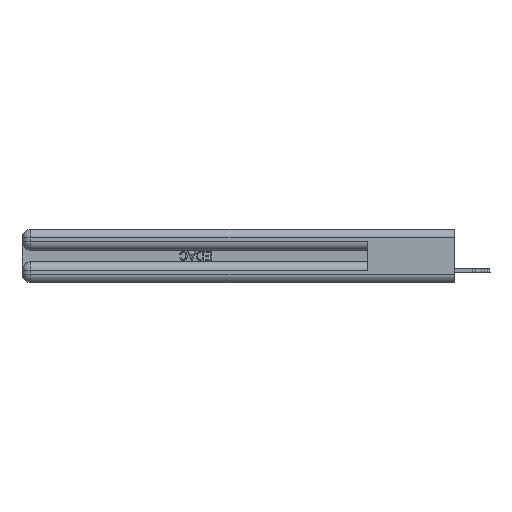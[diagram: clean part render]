
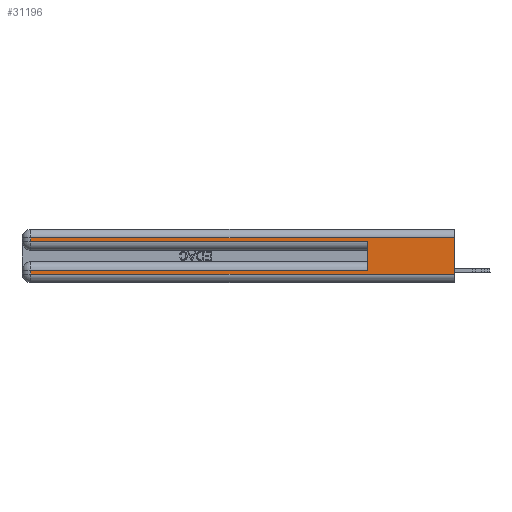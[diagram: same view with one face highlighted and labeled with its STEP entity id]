
A CAD part, left-side view. The second image highlights one B-rep face of the part: STEP entity #31196.
In plain terms, the highlighted planar face has unit normal (-1, 0, 0).
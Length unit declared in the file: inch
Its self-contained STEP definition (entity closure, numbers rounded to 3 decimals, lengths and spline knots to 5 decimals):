
#85 = DIRECTION ( 'NONE',  ( 0., 0., 1. ) ) ;
#808 = LINE ( 'NONE', #32804, #24610 ) ;
#1494 = VERTEX_POINT ( 'NONE', #40890 ) ;
#2342 = LINE ( 'NONE', #11298, #36033 ) ;
#3024 = LINE ( 'NONE', #34165, #3510 ) ;
#3510 = VECTOR ( 'NONE', #24343, 39.37008 ) ;
#3651 = LINE ( 'NONE', #10849, #11387 ) ;
#3693 = VECTOR ( 'NONE', #5241, 39.37008 ) ;
#4726 = LINE ( 'NONE', #38554, #3693 ) ;
#4778 = CARTESIAN_POINT ( 'NONE',  ( 0., 0., 0.31 ) ) ;
#5241 = DIRECTION ( 'NONE',  ( 0., 0., -1. ) ) ;
#5544 = EDGE_CURVE ( 'NONE', #38313, #21359, #3024, .T. ) ;
#5999 = PLANE ( 'NONE',  #19400 ) ;
#6514 = DIRECTION ( 'NONE',  ( 0., -1., 0. ) ) ;
#6647 = ORIENTED_EDGE ( 'NONE', *, *, #28988, .T. ) ;
#7140 = VERTEX_POINT ( 'NONE', #22851 ) ;
#8143 = VERTEX_POINT ( 'NONE', #36741 ) ;
#8304 = EDGE_CURVE ( 'NONE', #27538, #29425, #808, .T. ) ;
#8328 = EDGE_CURVE ( 'NONE', #1494, #18019, #41742, .T. ) ;
#8591 = CARTESIAN_POINT ( 'NONE',  ( 0., 2.94, 0.06 ) ) ;
#9531 = DIRECTION ( 'NONE',  ( 0., 0., -1. ) ) ;
#10849 = CARTESIAN_POINT ( 'NONE',  ( 0., 0., 0.06 ) ) ;
#11298 = CARTESIAN_POINT ( 'NONE',  ( 0., 0., 0.085 ) ) ;
#11387 = VECTOR ( 'NONE', #6514, 39.37008 ) ;
#11870 = LINE ( 'NONE', #36169, #36230 ) ;
#12516 = CARTESIAN_POINT ( 'NONE',  ( 0., 0.6, 0.285 ) ) ;
#12884 = DIRECTION ( 'NONE',  ( 0., -1., 0. ) ) ;
#12898 = ORIENTED_EDGE ( 'NONE', *, *, #5544, .T. ) ;
#16041 = CARTESIAN_POINT ( 'NONE',  ( 0., 0.6, 0.145 ) ) ;
#16056 = DIRECTION ( 'NONE',  ( 0., 0., -1. ) ) ;
#18019 = VERTEX_POINT ( 'NONE', #12516 ) ;
#18252 = ORIENTED_EDGE ( 'NONE', *, *, #28578, .T. ) ;
#18994 = LINE ( 'NONE', #36426, #35035 ) ;
#19177 = ORIENTED_EDGE ( 'NONE', *, *, #8304, .T. ) ;
#19338 = ORIENTED_EDGE ( 'NONE', *, *, #39291, .F. ) ;
#19400 = AXIS2_PLACEMENT_3D ( 'NONE', #26153, #32489, #36252 ) ;
#20060 = EDGE_LOOP ( 'NONE', ( #19338, #12898, #39528, #6647, #33083, #25567, #19177, #18252 ) ) ;
#21359 = VERTEX_POINT ( 'NONE', #24581 ) ;
#22102 = FACE_OUTER_BOUND ( 'NONE', #20060, .T. ) ;
#22851 = CARTESIAN_POINT ( 'NONE',  ( 0., 2.94, 0.285 ) ) ;
#24343 = DIRECTION ( 'NONE',  ( 0., 1., 0. ) ) ;
#24581 = CARTESIAN_POINT ( 'NONE',  ( 0., 2.94, 0.31 ) ) ;
#24610 = VECTOR ( 'NONE', #9531, 39.37008 ) ;
#24781 = DIRECTION ( 'NONE',  ( 0., 1., 0. ) ) ;
#25567 = ORIENTED_EDGE ( 'NONE', *, *, #31494, .T. ) ;
#26153 = CARTESIAN_POINT ( 'NONE',  ( 0., 0., 0.37 ) ) ;
#27538 = VERTEX_POINT ( 'NONE', #40924 ) ;
#28202 = EDGE_CURVE ( 'NONE', #21359, #7140, #4726, .T. ) ;
#28578 = EDGE_CURVE ( 'NONE', #29425, #8143, #3651, .T. ) ;
#28988 = EDGE_CURVE ( 'NONE', #7140, #18019, #11870, .T. ) ;
#29425 = VERTEX_POINT ( 'NONE', #8591 ) ;
#29790 = VECTOR ( 'NONE', #85, 39.37008 ) ;
#31196 = ADVANCED_FACE ( 'NONE', ( #22102 ), #5999, .F. ) ;
#31494 = EDGE_CURVE ( 'NONE', #1494, #27538, #2342, .T. ) ;
#32489 = DIRECTION ( 'NONE',  ( 1., 0., 0. ) ) ;
#32804 = CARTESIAN_POINT ( 'NONE',  ( 0., 2.94, 0.37 ) ) ;
#33083 = ORIENTED_EDGE ( 'NONE', *, *, #8328, .F. ) ;
#34165 = CARTESIAN_POINT ( 'NONE',  ( 0., 0., 0.31 ) ) ;
#35035 = VECTOR ( 'NONE', #16056, 39.37008 ) ;
#36033 = VECTOR ( 'NONE', #24781, 39.37008 ) ;
#36169 = CARTESIAN_POINT ( 'NONE',  ( 0., 0., 0.285 ) ) ;
#36230 = VECTOR ( 'NONE', #12884, 39.37008 ) ;
#36252 = DIRECTION ( 'NONE',  ( 0., 0., -1. ) ) ;
#36426 = CARTESIAN_POINT ( 'NONE',  ( 0., 0., 0.37 ) ) ;
#36741 = CARTESIAN_POINT ( 'NONE',  ( 0., 0., 0.06 ) ) ;
#38313 = VERTEX_POINT ( 'NONE', #4778 ) ;
#38554 = CARTESIAN_POINT ( 'NONE',  ( 0., 2.94, 0.37 ) ) ;
#39291 = EDGE_CURVE ( 'NONE', #38313, #8143, #18994, .T. ) ;
#39528 = ORIENTED_EDGE ( 'NONE', *, *, #28202, .T. ) ;
#40890 = CARTESIAN_POINT ( 'NONE',  ( 0., 0.6, 0.085 ) ) ;
#40924 = CARTESIAN_POINT ( 'NONE',  ( 0., 2.94, 0.085 ) ) ;
#41742 = LINE ( 'NONE', #16041, #29790 ) ;
